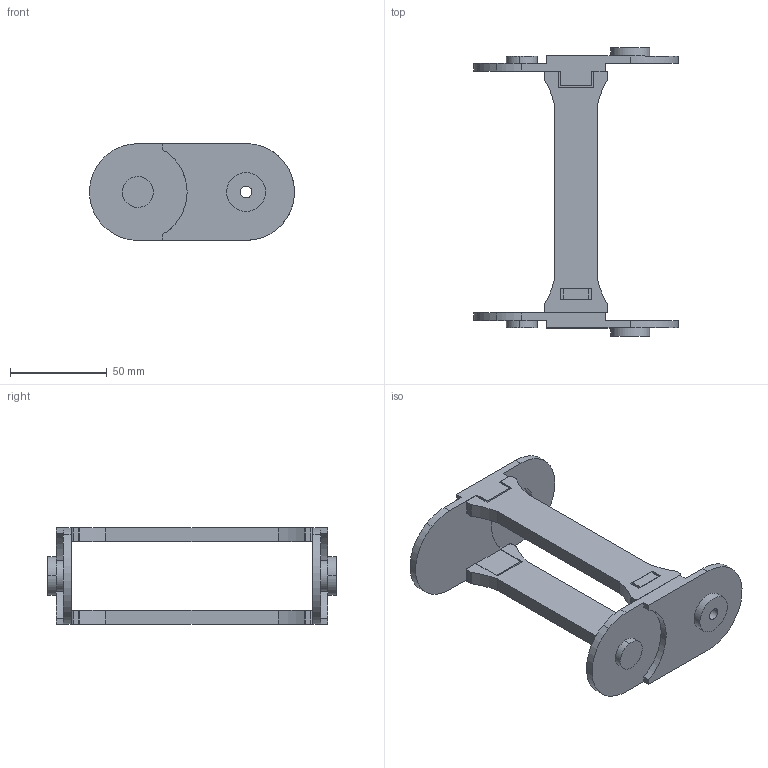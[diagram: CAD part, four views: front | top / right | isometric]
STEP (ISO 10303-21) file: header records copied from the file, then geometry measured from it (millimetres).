
FILE_DESCRIPTION(/* description */ (''),/* implementation_level */ '2;1');
FILE_NAME(/* name */ 'ELOT12~3',/* time_stamp */ '2023-07-12T16:24:59-03:00',/* author */ (''),/* organization */ (''),/* preprocessor_version */ 'ST-DEVELOPER v15',/* originating_system */ '',/* authorisation */ '');
FILE_SCHEMA (('AUTOMOTIVE_DESIGN'));
Length unit declared in the file: centimetre
Products named in the file (1): Document
Bounding box: 105.95 x 149.01 x 50 mm (x, y, z)
Volume: 87023.9 mm3; surface area: 42972.4 mm2
Topology: 4 solids, 4 shells, 159 faces, 417 edges, 278 vertices
Faces by surface type: plane 95, bspline 64
Entity records: 4604 total; most frequent: CARTESIAN_POINT 1986, ORIENTED_EDGE 834, EDGE_CURVE 417, VERTEX_POINT 278, B_SPLINE_CURVE_WITH_KNOTS 216, EDGE_LOOP 181, ADVANCED_FACE 159, FACE_OUTER_BOUND 159
